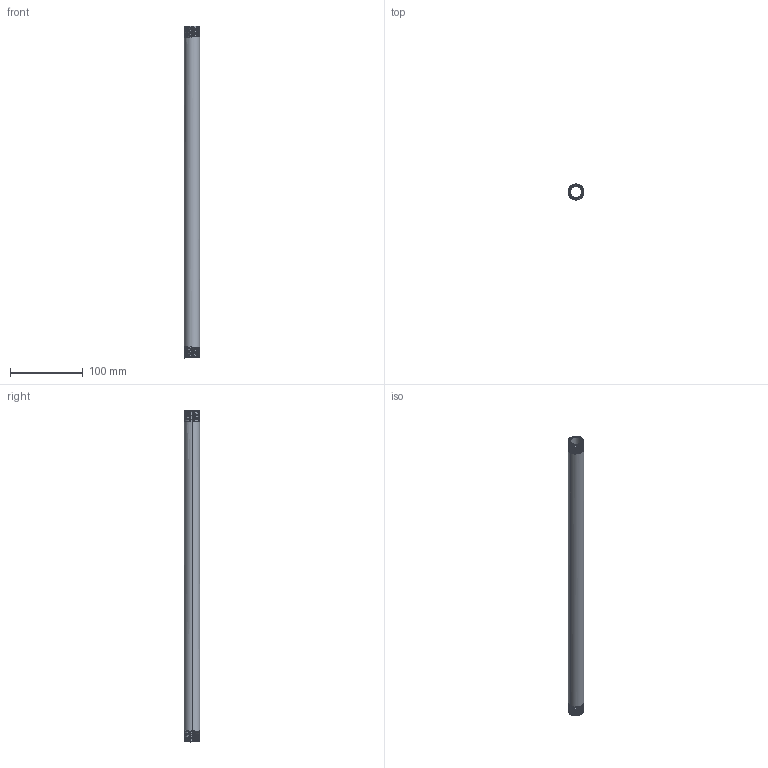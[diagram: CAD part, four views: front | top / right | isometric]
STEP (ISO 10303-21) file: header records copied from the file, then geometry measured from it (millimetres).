
FILE_DESCRIPTION((''),'2;1');
FILE_NAME('197068_ASM','2016-09-30T',('pdmadmin'),('BANNER ENGINEERING'),'PRO/ENGINEER BY PARAMETRIC TECHNOLOGY CORPORATION, 2016100','PRO/ENGINEER BY PARAMETRIC TECHNOLOGY CORPORATION, 2016100','');
FILE_SCHEMA(('CONFIG_CONTROL_DESIGN'));
Length unit declared in the file: inch
Products named in the file (2): 197067; 197068_ASM
Assembly tree (1 placements, depth 2):
  197068_ASM
    197067
Bounding box: 21.34 x 21.33 x 457.2 mm (x, y, z)
Volume: 73791.7 mm3; surface area: 54608.2 mm2
Topology: 1 solids, 1 shells, 56 faces, 156 edges, 102 vertices
Faces by surface type: cylinder 36, bspline 12, plane 4, cone 4
Entity records: 4442 total; most frequent: CARTESIAN_POINT 3150, ORIENTED_EDGE 312, DIRECTION 164, EDGE_CURVE 156, VERTEX_POINT 102, B_SPLINE_CURVE_WITH_KNOTS 94, EDGE_LOOP 58, FACE_OUTER_BOUND 56
